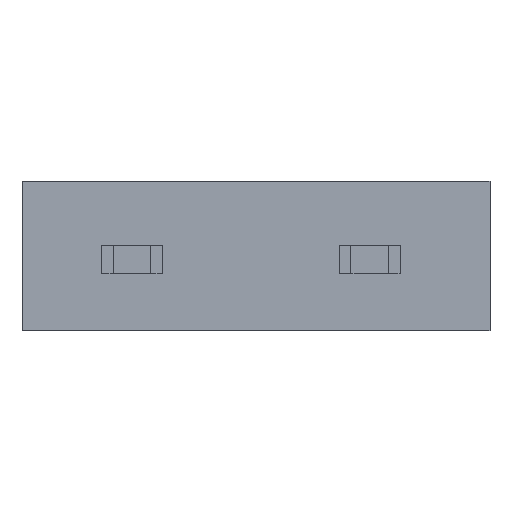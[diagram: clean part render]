
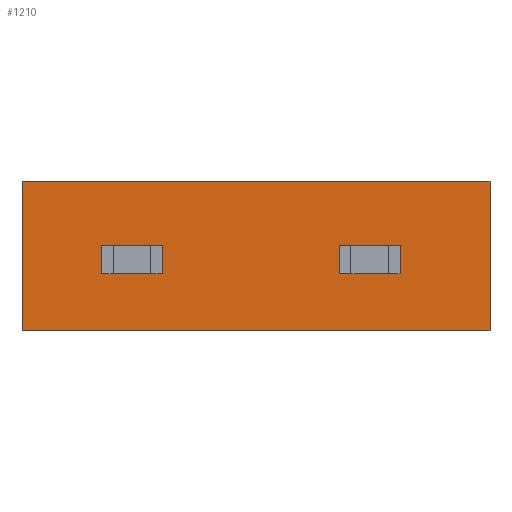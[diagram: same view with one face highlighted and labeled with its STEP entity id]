
A CAD part, front view. The second image highlights one B-rep face of the part: STEP entity #1210.
In plain terms, the highlighted planar face has unit normal (0, -1, 0).
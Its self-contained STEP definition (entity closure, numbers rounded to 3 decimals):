
#5 = VECTOR ( 'NONE', #1206, 1000. ) ;
#9 = ORIENTED_EDGE ( 'NONE', *, *, #1656, .F. ) ;
#24 = EDGE_CURVE ( 'NONE', #1418, #188, #954, .T. ) ;
#66 = LINE ( 'NONE', #779, #426 ) ;
#97 = EDGE_CURVE ( 'NONE', #1894, #646, #276, .T. ) ;
#117 = CARTESIAN_POINT ( 'NONE',  ( -5.002, -13.2, 3.2 ) ) ;
#126 = VECTOR ( 'NONE', #734, 1000. ) ;
#144 = EDGE_LOOP ( 'NONE', ( #712, #942, #717, #1353 ) ) ;
#152 = LINE ( 'NONE', #506, #362 ) ;
#153 = ORIENTED_EDGE ( 'NONE', *, *, #237, .T. ) ;
#164 = ORIENTED_EDGE ( 'NONE', *, *, #244, .F. ) ;
#188 = VERTEX_POINT ( 'NONE', #1792 ) ;
#192 = CARTESIAN_POINT ( 'NONE',  ( 3.077, -13.2, 1.222 ) ) ;
#220 = CARTESIAN_POINT ( 'NONE',  ( 4.998, -13.2, 0. ) ) ;
#226 = DIRECTION ( 'NONE',  ( 1., 0., 0. ) ) ;
#237 = EDGE_CURVE ( 'NONE', #1697, #1639, #643, .T. ) ;
#244 = EDGE_CURVE ( 'NONE', #787, #1894, #999, .T. ) ;
#276 = LINE ( 'NONE', #870, #346 ) ;
#289 = VECTOR ( 'NONE', #1327, 1000. ) ;
#302 = EDGE_CURVE ( 'NONE', #1531, #1269, #1891, .T. ) ;
#307 = CARTESIAN_POINT ( 'NONE',  ( -5.002, -13.2, 3.2 ) ) ;
#316 = VECTOR ( 'NONE', #1214, 1000. ) ;
#335 = VECTOR ( 'NONE', #1022, 1000. ) ;
#346 = VECTOR ( 'NONE', #1328, 1000. ) ;
#352 = ORIENTED_EDGE ( 'NONE', *, *, #1511, .T. ) ;
#362 = VECTOR ( 'NONE', #1567, 1000. ) ;
#364 = DIRECTION ( 'NONE',  ( 1., 0., 0. ) ) ;
#365 = LINE ( 'NONE', #770, #316 ) ;
#383 = VERTEX_POINT ( 'NONE', #1393 ) ;
#402 = PLANE ( 'NONE',  #1395 ) ;
#405 = VERTEX_POINT ( 'NONE', #1821 ) ;
#414 = DIRECTION ( 'NONE',  ( 0., 1., 0. ) ) ;
#426 = VECTOR ( 'NONE', #1805, 1000. ) ;
#436 = DIRECTION ( 'NONE',  ( 0., 0., 1. ) ) ;
#480 = FACE_OUTER_BOUND ( 'NONE', #1476, .T. ) ;
#484 = VERTEX_POINT ( 'NONE', #220 ) ;
#506 = CARTESIAN_POINT ( 'NONE',  ( -5.002, -13.2, 0. ) ) ;
#519 = CARTESIAN_POINT ( 'NONE',  ( 4.498, -13.2, 0.01 ) ) ;
#541 = LINE ( 'NONE', #711, #1366 ) ;
#543 = ORIENTED_EDGE ( 'NONE', *, *, #97, .F. ) ;
#556 = VECTOR ( 'NONE', #1000, 1000. ) ;
#576 = ORIENTED_EDGE ( 'NONE', *, *, #1786, .F. ) ;
#605 = LINE ( 'NONE', #1742, #556 ) ;
#611 = CARTESIAN_POINT ( 'NONE',  ( -5.002, -13.2, 0.01 ) ) ;
#615 = FACE_BOUND ( 'NONE', #695, .T. ) ;
#643 = LINE ( 'NONE', #611, #5 ) ;
#646 = VERTEX_POINT ( 'NONE', #1882 ) ;
#678 = CARTESIAN_POINT ( 'NONE',  ( 1.777, -13.2, 1.222 ) ) ;
#693 = DIRECTION ( 'NONE',  ( 0., 0., 1. ) ) ;
#695 = EDGE_LOOP ( 'NONE', ( #1464, #9, #543, #164 ) ) ;
#702 = ORIENTED_EDGE ( 'NONE', *, *, #1591, .T. ) ;
#706 = EDGE_CURVE ( 'NONE', #188, #1531, #605, .T. ) ;
#711 = CARTESIAN_POINT ( 'NONE',  ( -2.003, -13.2, 1.822 ) ) ;
#712 = ORIENTED_EDGE ( 'NONE', *, *, #24, .F. ) ;
#717 = ORIENTED_EDGE ( 'NONE', *, *, #302, .F. ) ;
#734 = DIRECTION ( 'NONE',  ( 0., 0., -1. ) ) ;
#770 = CARTESIAN_POINT ( 'NONE',  ( -5.002, -13.2, 3.2 ) ) ;
#771 = EDGE_CURVE ( 'NONE', #810, #787, #541, .T. ) ;
#779 = CARTESIAN_POINT ( 'NONE',  ( -4.502, -13.2, 3.2 ) ) ;
#787 = VERTEX_POINT ( 'NONE', #1320 ) ;
#790 = EDGE_CURVE ( 'NONE', #1639, #383, #1925, .T. ) ;
#810 = VERTEX_POINT ( 'NONE', #1341 ) ;
#832 = CARTESIAN_POINT ( 'NONE',  ( 1.777, -13.2, 1.822 ) ) ;
#837 = ORIENTED_EDGE ( 'NONE', *, *, #1421, .F. ) ;
#851 = CARTESIAN_POINT ( 'NONE',  ( 1.777, -13.2, 1.222 ) ) ;
#870 = CARTESIAN_POINT ( 'NONE',  ( -3.303, -13.2, 1.822 ) ) ;
#889 = CARTESIAN_POINT ( 'NONE',  ( 1.777, -13.2, 1.822 ) ) ;
#942 = ORIENTED_EDGE ( 'NONE', *, *, #1122, .F. ) ;
#954 = LINE ( 'NONE', #1899, #1822 ) ;
#999 = LINE ( 'NONE', #1669, #1528 ) ;
#1000 = DIRECTION ( 'NONE',  ( -1., 0., 0. ) ) ;
#1022 = DIRECTION ( 'NONE',  ( 0., 0., -1. ) ) ;
#1042 = ORIENTED_EDGE ( 'NONE', *, *, #790, .T. ) ;
#1101 = VECTOR ( 'NONE', #1512, 1000. ) ;
#1122 = EDGE_CURVE ( 'NONE', #1269, #1418, #1776, .T. ) ;
#1143 = VECTOR ( 'NONE', #1793, 1000. ) ;
#1206 = DIRECTION ( 'NONE',  ( 1., 0., 0. ) ) ;
#1210 = ADVANCED_FACE ( 'NONE', ( #615, #480, #1545 ), #402, .F. ) ;
#1214 = DIRECTION ( 'NONE',  ( 1., 0., 0. ) ) ;
#1228 = LINE ( 'NONE', #1249, #1931 ) ;
#1249 = CARTESIAN_POINT ( 'NONE',  ( -3.303, -13.2, 1.222 ) ) ;
#1269 = VERTEX_POINT ( 'NONE', #851 ) ;
#1303 = EDGE_CURVE ( 'NONE', #405, #1630, #1910, .T. ) ;
#1320 = CARTESIAN_POINT ( 'NONE',  ( -2.003, -13.2, 1.822 ) ) ;
#1321 = CARTESIAN_POINT ( 'NONE',  ( -5.002, -13.2, 0. ) ) ;
#1327 = DIRECTION ( 'NONE',  ( 1., 0., 0. ) ) ;
#1328 = DIRECTION ( 'NONE',  ( 0., 0., -1. ) ) ;
#1338 = ORIENTED_EDGE ( 'NONE', *, *, #1303, .T. ) ;
#1341 = CARTESIAN_POINT ( 'NONE',  ( -2.003, -13.2, 1.222 ) ) ;
#1353 = ORIENTED_EDGE ( 'NONE', *, *, #706, .F. ) ;
#1366 = VECTOR ( 'NONE', #436, 1000. ) ;
#1393 = CARTESIAN_POINT ( 'NONE',  ( 4.498, -13.2, 0. ) ) ;
#1395 = AXIS2_PLACEMENT_3D ( 'NONE', #117, #414, #693 ) ;
#1414 = CARTESIAN_POINT ( 'NONE',  ( -4.502, -13.2, 0. ) ) ;
#1418 = VERTEX_POINT ( 'NONE', #192 ) ;
#1421 = EDGE_CURVE ( 'NONE', #405, #1661, #365, .T. ) ;
#1446 = LINE ( 'NONE', #1774, #335 ) ;
#1464 = ORIENTED_EDGE ( 'NONE', *, *, #771, .F. ) ;
#1467 = DIRECTION ( 'NONE',  ( 0., 0., 1. ) ) ;
#1476 = EDGE_LOOP ( 'NONE', ( #1579, #702, #153, #1042, #352, #576, #837, #1338 ) ) ;
#1511 = EDGE_CURVE ( 'NONE', #383, #484, #152, .T. ) ;
#1512 = DIRECTION ( 'NONE',  ( 0., 0., -1. ) ) ;
#1528 = VECTOR ( 'NONE', #1645, 1000. ) ;
#1531 = VERTEX_POINT ( 'NONE', #832 ) ;
#1545 = FACE_BOUND ( 'NONE', #144, .T. ) ;
#1560 = CARTESIAN_POINT ( 'NONE',  ( -5.002, -13.2, 0. ) ) ;
#1567 = DIRECTION ( 'NONE',  ( 1., 0., 0. ) ) ;
#1579 = ORIENTED_EDGE ( 'NONE', *, *, #1799, .T. ) ;
#1591 = EDGE_CURVE ( 'NONE', #1685, #1697, #66, .T. ) ;
#1630 = VERTEX_POINT ( 'NONE', #1560 ) ;
#1639 = VERTEX_POINT ( 'NONE', #519 ) ;
#1645 = DIRECTION ( 'NONE',  ( -1., 0., 0. ) ) ;
#1656 = EDGE_CURVE ( 'NONE', #646, #810, #1228, .T. ) ;
#1661 = VERTEX_POINT ( 'NONE', #1693 ) ;
#1669 = CARTESIAN_POINT ( 'NONE',  ( -3.303, -13.2, 1.822 ) ) ;
#1678 = VECTOR ( 'NONE', #226, 1000. ) ;
#1685 = VERTEX_POINT ( 'NONE', #1414 ) ;
#1693 = CARTESIAN_POINT ( 'NONE',  ( 4.998, -13.2, 3.2 ) ) ;
#1697 = VERTEX_POINT ( 'NONE', #1706 ) ;
#1706 = CARTESIAN_POINT ( 'NONE',  ( -4.502, -13.2, 0.01 ) ) ;
#1720 = LINE ( 'NONE', #1321, #289 ) ;
#1728 = CARTESIAN_POINT ( 'NONE',  ( -3.303, -13.2, 1.822 ) ) ;
#1742 = CARTESIAN_POINT ( 'NONE',  ( 1.777, -13.2, 1.822 ) ) ;
#1774 = CARTESIAN_POINT ( 'NONE',  ( 4.998, -13.2, 3.2 ) ) ;
#1776 = LINE ( 'NONE', #678, #1678 ) ;
#1786 = EDGE_CURVE ( 'NONE', #1661, #484, #1446, .T. ) ;
#1787 = CARTESIAN_POINT ( 'NONE',  ( 4.498, -13.2, 3.2 ) ) ;
#1792 = CARTESIAN_POINT ( 'NONE',  ( 3.077, -13.2, 1.822 ) ) ;
#1793 = DIRECTION ( 'NONE',  ( 0., 0., -1. ) ) ;
#1799 = EDGE_CURVE ( 'NONE', #1630, #1685, #1720, .T. ) ;
#1805 = DIRECTION ( 'NONE',  ( 0., 0., 1. ) ) ;
#1821 = CARTESIAN_POINT ( 'NONE',  ( -5.002, -13.2, 3.2 ) ) ;
#1822 = VECTOR ( 'NONE', #1467, 1000. ) ;
#1882 = CARTESIAN_POINT ( 'NONE',  ( -3.303, -13.2, 1.222 ) ) ;
#1891 = LINE ( 'NONE', #889, #1101 ) ;
#1894 = VERTEX_POINT ( 'NONE', #1728 ) ;
#1899 = CARTESIAN_POINT ( 'NONE',  ( 3.077, -13.2, 1.822 ) ) ;
#1910 = LINE ( 'NONE', #307, #1143 ) ;
#1925 = LINE ( 'NONE', #1787, #126 ) ;
#1931 = VECTOR ( 'NONE', #364, 1000. ) ;
